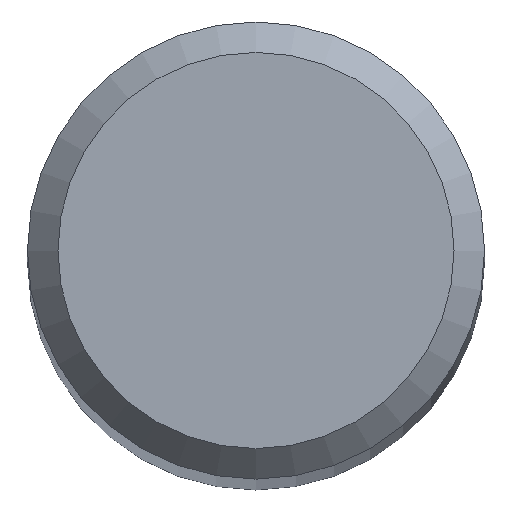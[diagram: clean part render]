
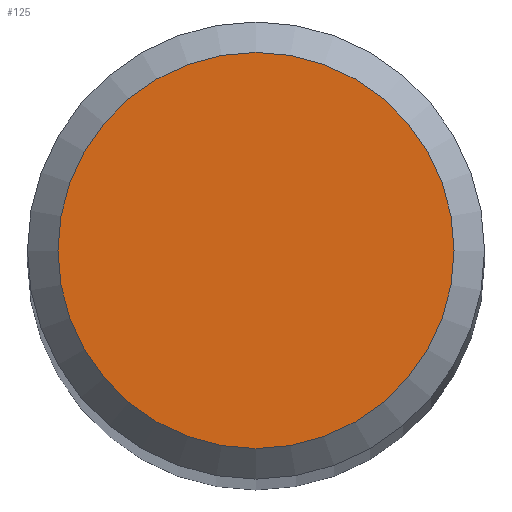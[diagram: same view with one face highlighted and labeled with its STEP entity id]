
A CAD part, top view. The second image highlights one B-rep face of the part: STEP entity #125.
In plain terms, the highlighted planar face has unit normal (0, 0, 1).
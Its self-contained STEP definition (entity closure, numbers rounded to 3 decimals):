
#39 = EDGE_CURVE ( 'NONE', #178, #178, #124, .T. ) ;
#74 = AXIS2_PLACEMENT_3D ( 'NONE', #219, #184, #95 ) ;
#95 = DIRECTION ( 'NONE',  ( 0., 1., 0. ) ) ;
#96 = AXIS2_PLACEMENT_3D ( 'NONE', #167, #200, #207 ) ;
#97 = ORIENTED_EDGE ( 'NONE', *, *, #39, .F. ) ;
#124 = CIRCLE ( 'NONE', #96, 0.65 ) ;
#125 = ADVANCED_FACE ( 'NONE', ( #155 ), #139, .F. ) ;
#129 = CARTESIAN_POINT ( 'NONE',  ( 0., 0.65, 30. ) ) ;
#139 = PLANE ( 'NONE',  #74 ) ;
#155 = FACE_OUTER_BOUND ( 'NONE', #161, .T. ) ;
#161 = EDGE_LOOP ( 'NONE', ( #97 ) ) ;
#167 = CARTESIAN_POINT ( 'NONE',  ( 0., 0., 30. ) ) ;
#178 = VERTEX_POINT ( 'NONE', #129 ) ;
#184 = DIRECTION ( 'NONE',  ( 0., 0., -1. ) ) ;
#200 = DIRECTION ( 'NONE',  ( 0., 0., -1. ) ) ;
#207 = DIRECTION ( 'NONE',  ( 0., 1., 0. ) ) ;
#219 = CARTESIAN_POINT ( 'NONE',  ( 0., 0., 30. ) ) ;
